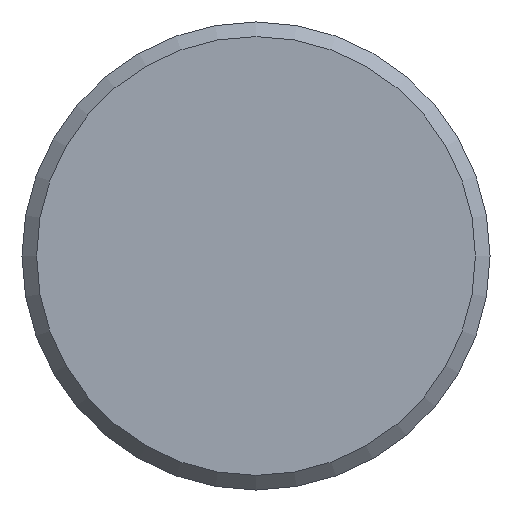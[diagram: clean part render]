
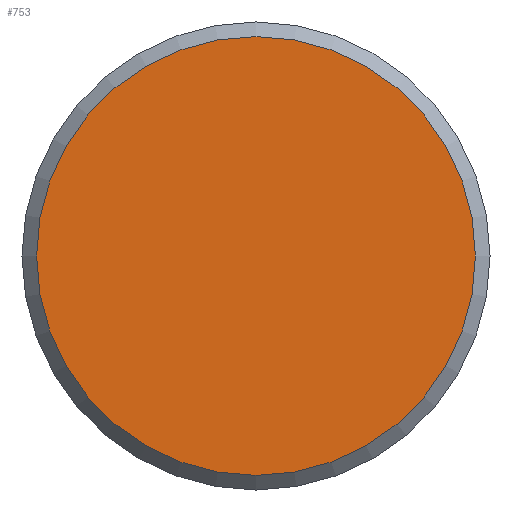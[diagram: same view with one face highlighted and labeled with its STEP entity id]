
A CAD part, front view. The second image highlights one B-rep face of the part: STEP entity #753.
In plain terms, the highlighted planar face has unit normal (0, -1, 0).
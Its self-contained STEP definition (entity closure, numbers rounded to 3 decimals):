
#55=PLANE('',#868);
#93=FACE_OUTER_BOUND('',#152,.T.);
#152=EDGE_LOOP('',(#594));
#275=CIRCLE('',#862,15.);
#337=VERTEX_POINT('',#1313);
#423=EDGE_CURVE('',#337,#337,#275,.T.);
#594=ORIENTED_EDGE('',*,*,#423,.F.);
#753=ADVANCED_FACE('',(#93),#55,.T.);
#862=AXIS2_PLACEMENT_3D('',#1314,#1068,#1069);
#868=AXIS2_PLACEMENT_3D('',#1326,#1082,#1083);
#1068=DIRECTION('center_axis',(0.,1.,0.));
#1069=DIRECTION('ref_axis',(-1.,0.,0.));
#1082=DIRECTION('center_axis',(0.,-1.,0.));
#1083=DIRECTION('ref_axis',(0.,0.,-1.));
#1313=CARTESIAN_POINT('',(15.,0.,0.));
#1314=CARTESIAN_POINT('Origin',(0.,0.,
0.));
#1326=CARTESIAN_POINT('Origin',(8.,0.,0.));
